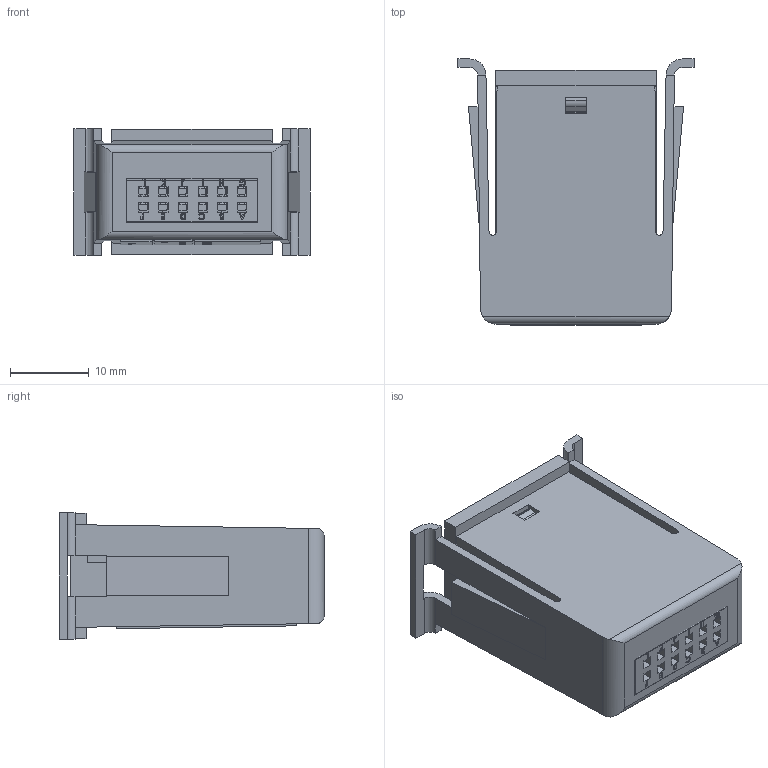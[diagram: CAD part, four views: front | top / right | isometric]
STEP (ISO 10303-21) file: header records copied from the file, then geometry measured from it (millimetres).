
FILE_DESCRIPTION (( 'STEP AP214' ), '1' );
FILE_NAME ('BE-08SB700.STEP', '2021-05-08T12:57:56', ( '' ), ( '' ), 'SwSTEP 2.0', 'SolidWorks 2020', '' );
FILE_SCHEMA (( 'AUTOMOTIVE_DESIGN' ));
Length unit declared in the file: millimetre
Products named in the file (6): SB-Front Decal; Siemens Rating plug board; 102134-001_Semens-SB housing, Rating Plug; 102135-001_Semens-SB Cover; SB-Top Decal; BE-08SB700
Assembly tree (5 placements, depth 2):
  BE-08SB700
    102134-001_Semens-SB housing, Rating Plug
    102135-001_Semens-SB Cover
    Siemens Rating plug board
    SB-Front Decal
    SB-Top Decal
Bounding box: 29.9 x 33.67 x 16.05 mm (x, y, z)
Volume: 5854.4 mm3; surface area: 9829.3 mm2
Topology: 5 solids, 5 shells, 1906 faces, 5096 edges, 3350 vertices
Faces by surface type: plane 1258, bspline 448, cylinder 152, torus 48
Entity records: 91494 total; most frequent: CARTESIAN_POINT 39554, ORIENTED_EDGE 10192, DIRECTION 7473, EDGE_CURVE 5096, LINE 3815, VECTOR 3815, VERTEX_POINT 3350, EDGE_LOOP 2114
